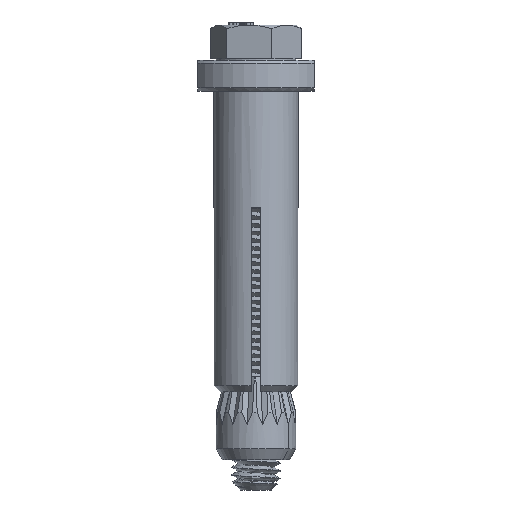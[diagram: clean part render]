
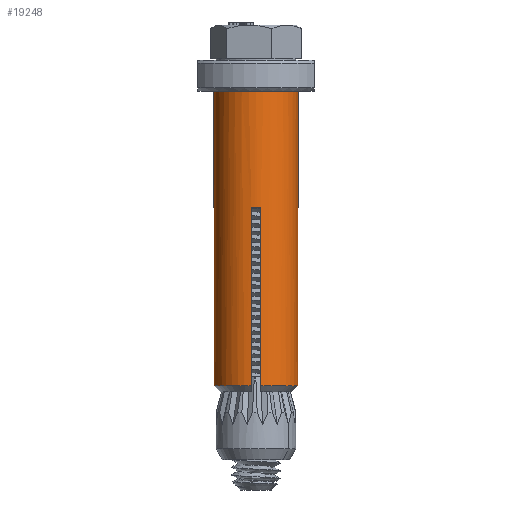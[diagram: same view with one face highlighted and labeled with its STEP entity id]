
A CAD part, front view. The second image highlights one B-rep face of the part: STEP entity #19248.
In plain terms, the highlighted cylindrical face has radius 6.875 mm (diameter 13.75 mm), a partial arc.
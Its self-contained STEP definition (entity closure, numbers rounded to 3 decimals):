
#1374 = CARTESIAN_POINT ( 'NONE',  ( -0.75, -6.834, -24. ) ) ;
#1463 = DIRECTION ( 'NONE',  ( 0., 0., 1. ) ) ;
#1464 = VECTOR ( 'NONE', #1463, 1000. ) ;
#1465 = CARTESIAN_POINT ( 'NONE',  ( -0.75, -6.834, 0. ) ) ;
#1469 = LINE ( 'NONE', #1465, #1464 ) ;
#1478 = CARTESIAN_POINT ( 'NONE',  ( -0.75, -6.834, -53. ) ) ;
#1527 = CARTESIAN_POINT ( 'NONE',  ( -6.834, -0.75, -53. ) ) ;
#1530 = DIRECTION ( 'NONE',  ( 1., 0., 0. ) ) ;
#1531 = DIRECTION ( 'NONE',  ( 0., 0., 1. ) ) ;
#1533 = CARTESIAN_POINT ( 'NONE',  ( 0., 0., -53. ) ) ;
#1534 = AXIS2_PLACEMENT_3D ( 'NONE', #1533, #1531, #1530 ) ;
#1540 = CIRCLE ( 'NONE', #1534, 6.875 ) ;
#2103 = CARTESIAN_POINT ( 'NONE',  ( 0.75, -6.834, -24. ) ) ;
#2209 = CARTESIAN_POINT ( 'NONE',  ( 0., 0., 0. ) ) ;
#2210 = CYLINDRICAL_SURFACE ( 'NONE', #2269, 6.875 ) ;
#2211 = FACE_OUTER_BOUND ( 'NONE', #19249, .T. ) ;
#2212 = DIRECTION ( 'NONE',  ( 1., 0., 0. ) ) ;
#2213 = DIRECTION ( 'NONE',  ( 0., 0., 1. ) ) ;
#2214 = CARTESIAN_POINT ( 'NONE',  ( 0., 0., -5. ) ) ;
#2215 = AXIS2_PLACEMENT_3D ( 'NONE', #2214, #2213, #2212 ) ;
#2216 = CIRCLE ( 'NONE', #2215, 6.875 ) ;
#2225 = DIRECTION ( 'NONE',  ( 1., 0., 0. ) ) ;
#2226 = DIRECTION ( 'NONE',  ( 0., 0., 1. ) ) ;
#2227 = CARTESIAN_POINT ( 'NONE',  ( 0., 0., -24. ) ) ;
#2228 = AXIS2_PLACEMENT_3D ( 'NONE', #2227, #2226, #2225 ) ;
#2229 = CIRCLE ( 'NONE', #2228, 6.875 ) ;
#2267 = DIRECTION ( 'NONE',  ( 1., 0., 0. ) ) ;
#2268 = DIRECTION ( 'NONE',  ( 0., 0., 1. ) ) ;
#2269 = AXIS2_PLACEMENT_3D ( 'NONE', #2209, #2268, #2267 ) ;
#5129 = CARTESIAN_POINT ( 'NONE',  ( 6.875, 0., -24. ) ) ;
#5130 = DIRECTION ( 'NONE',  ( 0., 0., 1. ) ) ;
#5131 = VECTOR ( 'NONE', #5130, 1000. ) ;
#5132 = CARTESIAN_POINT ( 'NONE',  ( 6.875, 0., 0. ) ) ;
#5133 = LINE ( 'NONE', #5132, #5131 ) ;
#5136 = CARTESIAN_POINT ( 'NONE',  ( 6.875, 0., -5. ) ) ;
#5142 = CARTESIAN_POINT ( 'NONE',  ( -6.875, 0., -5. ) ) ;
#5143 = DIRECTION ( 'NONE',  ( 0., 0., 1. ) ) ;
#5144 = VECTOR ( 'NONE', #5143, 1000. ) ;
#5145 = CARTESIAN_POINT ( 'NONE',  ( -6.875, 0., 0. ) ) ;
#5146 = LINE ( 'NONE', #5145, #5144 ) ;
#5148 = CARTESIAN_POINT ( 'NONE',  ( -6.875, 0., -24. ) ) ;
#7784 = VERTEX_POINT ( 'NONE', #10592 ) ;
#7785 = EDGE_CURVE ( 'NONE', #20323, #7784, #10590, .T. ) ;
#7787 = ORIENTED_EDGE ( 'NONE', *, *, #19247, .F. ) ;
#7789 = EDGE_CURVE ( 'NONE', #7784, #19015, #10584, .T. ) ;
#7793 = ORIENTED_EDGE ( 'NONE', *, *, #7785, .T. ) ;
#7795 = ORIENTED_EDGE ( 'NONE', *, *, #20325, .F. ) ;
#7804 = ORIENTED_EDGE ( 'NONE', *, *, #20299, .T. ) ;
#7805 = ORIENTED_EDGE ( 'NONE', *, *, #7789, .T. ) ;
#7839 = EDGE_CURVE ( 'NONE', #7853, #7857, #10578, .T. ) ;
#7841 = EDGE_CURVE ( 'NONE', #7857, #20300, #10574, .T. ) ;
#7853 = VERTEX_POINT ( 'NONE', #10634 ) ;
#7854 = ORIENTED_EDGE ( 'NONE', *, *, #7839, .T. ) ;
#7857 = VERTEX_POINT ( 'NONE', #10632 ) ;
#7858 = ORIENTED_EDGE ( 'NONE', *, *, #7841, .T. ) ;
#7886 = VERTEX_POINT ( 'NONE', #10627 ) ;
#7891 = ORIENTED_EDGE ( 'NONE', *, *, #7892, .T. ) ;
#7892 = EDGE_CURVE ( 'NONE', #7886, #7853, #10626, .T. ) ;
#7938 = EDGE_CURVE ( 'NONE', #19178, #7886, #10608, .T. ) ;
#7945 = ORIENTED_EDGE ( 'NONE', *, *, #7938, .T. ) ;
#10574 = CIRCLE ( 'NONE', #10639, 6.875 ) ;
#10575 = DIRECTION ( 'NONE',  ( 0., 0., 1. ) ) ;
#10576 = VECTOR ( 'NONE', #10575, 1000. ) ;
#10577 = CARTESIAN_POINT ( 'NONE',  ( 6.834, -0.75, 0. ) ) ;
#10578 = LINE ( 'NONE', #10577, #10576 ) ;
#10581 = DIRECTION ( 'NONE',  ( 0., 0., -1. ) ) ;
#10582 = VECTOR ( 'NONE', #10581, 1000. ) ;
#10583 = CARTESIAN_POINT ( 'NONE',  ( -6.834, -0.75, 0. ) ) ;
#10584 = LINE ( 'NONE', #10583, #10582 ) ;
#10586 = DIRECTION ( 'NONE',  ( 1., 0., 0. ) ) ;
#10587 = DIRECTION ( 'NONE',  ( 0., 0., 1. ) ) ;
#10588 = CARTESIAN_POINT ( 'NONE',  ( 0., 0., -24. ) ) ;
#10589 = AXIS2_PLACEMENT_3D ( 'NONE', #10588, #10587, #10586 ) ;
#10590 = CIRCLE ( 'NONE', #10589, 6.875 ) ;
#10592 = CARTESIAN_POINT ( 'NONE',  ( -6.834, -0.75, -24. ) ) ;
#10608 = LINE ( 'NONE', #10674, #10673 ) ;
#10622 = DIRECTION ( 'NONE',  ( 1., 0., 0. ) ) ;
#10623 = DIRECTION ( 'NONE',  ( 0., 0., 1. ) ) ;
#10624 = CARTESIAN_POINT ( 'NONE',  ( 0., 0., -53. ) ) ;
#10625 = AXIS2_PLACEMENT_3D ( 'NONE', #10624, #10623, #10622 ) ;
#10626 = CIRCLE ( 'NONE', #10625, 6.875 ) ;
#10627 = CARTESIAN_POINT ( 'NONE',  ( 0.75, -6.834, -53. ) ) ;
#10632 = CARTESIAN_POINT ( 'NONE',  ( 6.834, -0.75, -24. ) ) ;
#10634 = CARTESIAN_POINT ( 'NONE',  ( 6.834, -0.75, -53. ) ) ;
#10636 = DIRECTION ( 'NONE',  ( 1., 0., 0. ) ) ;
#10637 = DIRECTION ( 'NONE',  ( 0., 0., 1. ) ) ;
#10638 = CARTESIAN_POINT ( 'NONE',  ( 0., 0., -24. ) ) ;
#10639 = AXIS2_PLACEMENT_3D ( 'NONE', #10638, #10637, #10636 ) ;
#10672 = DIRECTION ( 'NONE',  ( 0., 0., -1. ) ) ;
#10673 = VECTOR ( 'NONE', #10672, 1000. ) ;
#10674 = CARTESIAN_POINT ( 'NONE',  ( 0.75, -6.834, 0. ) ) ;
#18778 = VERTEX_POINT ( 'NONE', #1374 ) ;
#18800 = ORIENTED_EDGE ( 'NONE', *, *, #18913, .T. ) ;
#18883 = VERTEX_POINT ( 'NONE', #1478 ) ;
#18913 = EDGE_CURVE ( 'NONE', #18883, #18778, #1469, .T. ) ;
#18967 = ORIENTED_EDGE ( 'NONE', *, *, #18990, .T. ) ;
#18990 = EDGE_CURVE ( 'NONE', #19015, #18883, #1540, .T. ) ;
#19015 = VERTEX_POINT ( 'NONE', #1527 ) ;
#19178 = VERTEX_POINT ( 'NONE', #2103 ) ;
#19235 = ORIENTED_EDGE ( 'NONE', *, *, #19236, .T. ) ;
#19236 = EDGE_CURVE ( 'NONE', #18778, #19178, #2229, .T. ) ;
#19247 = EDGE_CURVE ( 'NONE', #20326, #20329, #2216, .T. ) ;
#19248 = ADVANCED_FACE ( 'NONE', ( #2211 ), #2210, .T. ) ;
#19249 = EDGE_LOOP ( 'NONE', ( #7795, #7793, #7805, #18967, #18800, #19235, #7945, #7891, #7854, #7858, #7804, #7787 ) ) ;
#20299 = EDGE_CURVE ( 'NONE', #20300, #20329, #5133, .T. ) ;
#20300 = VERTEX_POINT ( 'NONE', #5129 ) ;
#20323 = VERTEX_POINT ( 'NONE', #5148 ) ;
#20325 = EDGE_CURVE ( 'NONE', #20323, #20326, #5146, .T. ) ;
#20326 = VERTEX_POINT ( 'NONE', #5142 ) ;
#20329 = VERTEX_POINT ( 'NONE', #5136 ) ;
